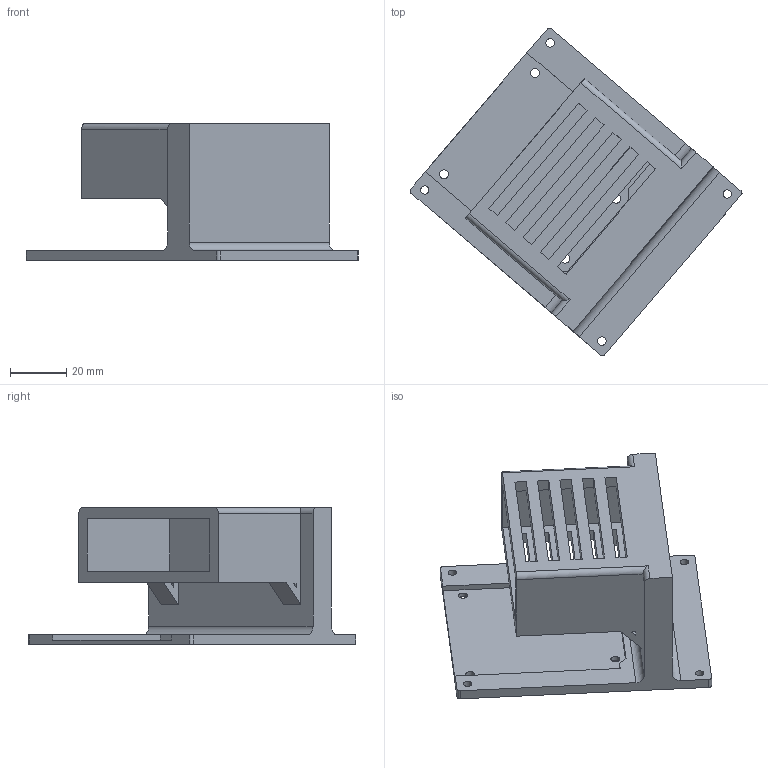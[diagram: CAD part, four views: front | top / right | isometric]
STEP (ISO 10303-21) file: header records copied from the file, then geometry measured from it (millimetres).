
FILE_DESCRIPTION(/* description */ (''),/* implementation_level */ '2;1');
FILE_NAME(/* name */ 'Arduino_and_battery_mount.stp',/* time_stamp */ '2021-12-01T23:20:28+01:00',/* author */ ('liset'),/* organization */ (''),/* preprocessor_version */ 'ST-DEVELOPER v17.2',/* originating_system */ 'Autodesk Inventor 2019',/* authorisation */ '');
FILE_SCHEMA (('AUTOMOTIVE_DESIGN { 1 0 10303 214 3 1 1 }'));
Length unit declared in the file: millimetre
Products named in the file (1): MOUNT_ARDUINO
Bounding box: 117.68 x 116.11 x 48.5 mm (x, y, z)
Volume: 74754.7 mm3; surface area: 38303.5 mm2
Topology: 1 solids, 1 shells, 94 faces, 278 edges, 186 vertices
Faces by surface type: plane 76, cylinder 18
Full cylindrical faces by diameter (mm): 3 x4, 3.175 x4
Entity records: 3340 total; most frequent: CARTESIAN_POINT 559, ORIENTED_EDGE 556, DIRECTION 506, EDGE_CURVE 278, LINE 240, VECTOR 240, VERTEX_POINT 186, EDGE_LOOP 134
